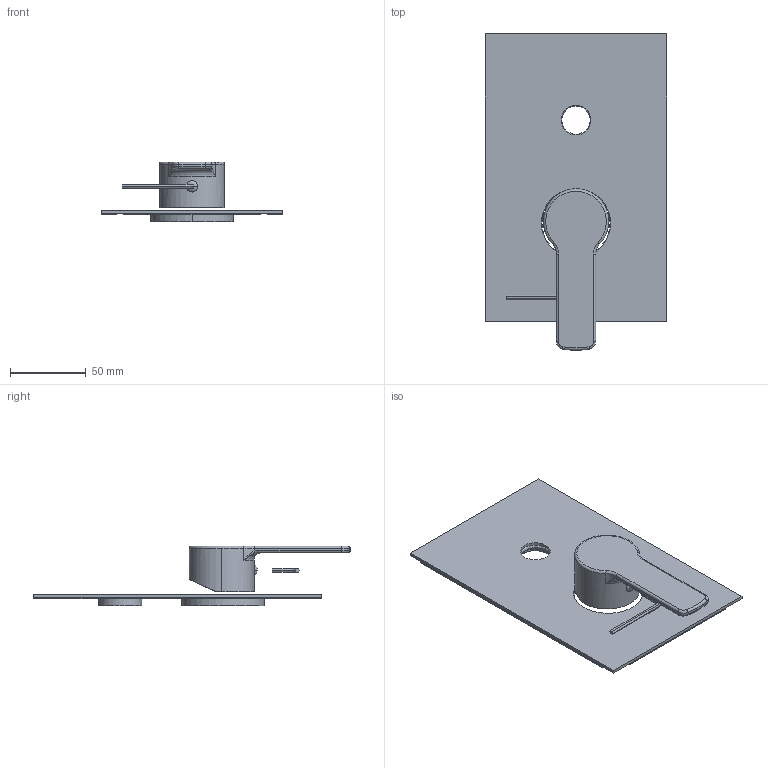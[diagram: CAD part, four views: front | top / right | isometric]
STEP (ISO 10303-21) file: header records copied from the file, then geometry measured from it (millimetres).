
FILE_DESCRIPTION((''),'2;1');
FILE_NAME('WS015CR-MEST_ASM','2021-02-02T11:27:11',('stefano.gianpani'),('PAFFONI SpA'),'CREO PARAMETRIC BY PTC INC, 2020044','CREO PARAMETRIC BY PTC INC, 2020044','');
FILE_SCHEMA(('CONFIG_CONTROL_DESIGN','SHAPE_APPEARANCE_LAYERS_GROUPS'));
Length unit declared in the file: millimetre
Products named in the file (11): 4061213CR; 592305006A2I; TCF0691105CRRB; CHBR25; 8001114_ASM; 4061169CRI; 2092467_AF1; 2092468_AF0; 2091415; 2091417; WS015CR-MEST_ASM
Assembly tree (12 placements, depth 3):
  WS015CR-MEST_ASM
    4061213CR
    8001114_ASM
      592305006A2I
      TCF0691105CRRB
      CHBR25
    4061169CRI
    2092467_AF1
    2092468_AF0
    2091415  x2
    2091417  x2
Bounding box: 120 x 208.91 x 39.5 mm (x, y, z)
Volume: 73263.9 mm3; surface area: 76474 mm2
Topology: 11 solids, 13 shells, 304 faces, 686 edges, 409 vertices
Faces by surface type: plane 110, cylinder 91, bspline 34, torus 26, sphere 24, cone 19
Entity records: 12102 total; most frequent: CARTESIAN_POINT 3377, DIRECTION 1381, ORIENTED_EDGE 1312, PRESENTATION_STYLE_ASSIGNMENT 671, STYLED_ITEM 671, CURVE_STYLE 660, EDGE_CURVE 660, AXIS2_PLACEMENT_3D 542
